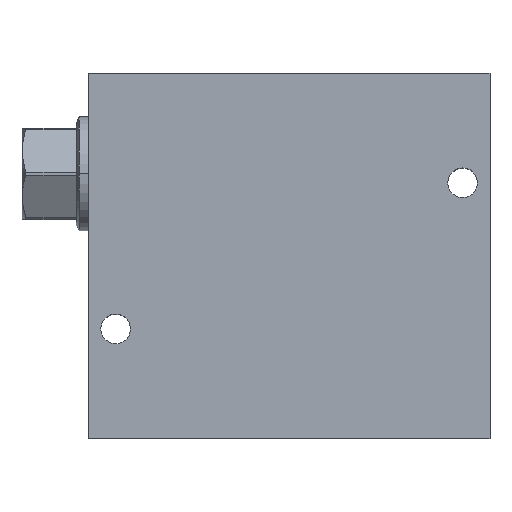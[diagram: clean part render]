
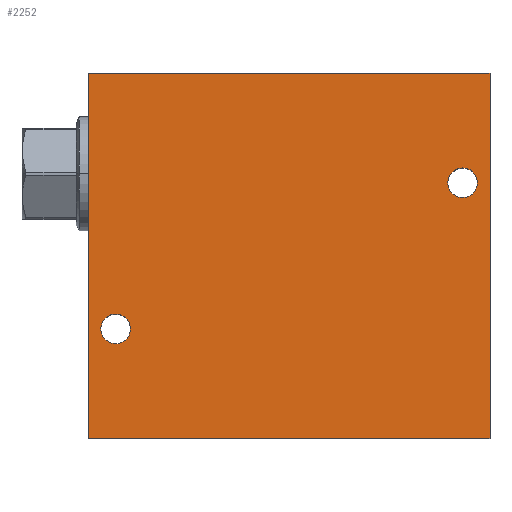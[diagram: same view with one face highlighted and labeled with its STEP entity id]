
A CAD part, top view. The second image highlights one B-rep face of the part: STEP entity #2252.
In plain terms, the highlighted planar face has unit normal (0, 0, 1).
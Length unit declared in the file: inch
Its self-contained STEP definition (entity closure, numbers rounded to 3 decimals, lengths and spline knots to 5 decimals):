
#113=DIRECTION('',(0.,-1.,0.));
#114=VECTOR('',#113,5.);
#115=CARTESIAN_POINT('',(0.,0.,2.5));
#116=LINE('',#115,#114);
#117=DIRECTION('',(-1.,0.,0.));
#118=VECTOR('',#117,5.5);
#119=CARTESIAN_POINT('',(5.5,0.,2.5));
#120=LINE('',#119,#118);
#121=DIRECTION('',(0.,1.,0.));
#122=VECTOR('',#121,5.);
#123=CARTESIAN_POINT('',(5.5,-5.,2.5));
#124=LINE('',#123,#122);
#125=DIRECTION('',(1.,0.,0.));
#126=VECTOR('',#125,5.5);
#127=CARTESIAN_POINT('',(0.,-5.,2.5));
#128=LINE('',#127,#126);
#129=CARTESIAN_POINT('',(5.125,-1.5,2.5));
#130=DIRECTION('',(0.,0.,-1.));
#131=DIRECTION('',(-1.,0.,0.));
#132=AXIS2_PLACEMENT_3D('',#129,#130,#131);
#134=CARTESIAN_POINT('',(5.125,-1.5,2.5));
#135=DIRECTION('',(0.,0.,-1.));
#136=DIRECTION('',(1.,0.,0.));
#137=AXIS2_PLACEMENT_3D('',#134,#135,#136);
#139=CARTESIAN_POINT('',(0.375,-3.5,2.5));
#140=DIRECTION('',(0.,0.,-1.));
#141=DIRECTION('',(-1.,0.,0.));
#142=AXIS2_PLACEMENT_3D('',#139,#140,#141);
#144=CARTESIAN_POINT('',(0.375,-3.5,2.5));
#145=DIRECTION('',(0.,0.,-1.));
#146=DIRECTION('',(1.,0.,0.));
#147=AXIS2_PLACEMENT_3D('',#144,#145,#146);
#1843=CARTESIAN_POINT('',(0.,0.,2.5));
#1844=CARTESIAN_POINT('',(0.,-5.,2.5));
#1845=VERTEX_POINT('',#1843);
#1846=VERTEX_POINT('',#1844);
#1847=CARTESIAN_POINT('',(5.5,-5.,2.5));
#1848=VERTEX_POINT('',#1847);
#1849=CARTESIAN_POINT('',(5.5,0.,2.5));
#1850=VERTEX_POINT('',#1849);
#1855=CARTESIAN_POINT('',(4.922,-1.5,2.5));
#1856=CARTESIAN_POINT('',(5.328,-1.5,2.5));
#1857=VERTEX_POINT('',#1855);
#1858=VERTEX_POINT('',#1856);
#1863=CARTESIAN_POINT('',(0.172,-3.5,2.5));
#1864=CARTESIAN_POINT('',(0.578,-3.5,2.5));
#1865=VERTEX_POINT('',#1863);
#1866=VERTEX_POINT('',#1864);
#2229=CARTESIAN_POINT('',(0.,0.,2.5));
#2230=DIRECTION('',(0.,0.,1.));
#2231=DIRECTION('',(1.,0.,0.));
#2232=AXIS2_PLACEMENT_3D('',#2229,#2230,#2231);
#2233=PLANE('',#2232);
#2234=ORIENTED_EDGE('',*,*,#2151,.F.);
#2235=ORIENTED_EDGE('',*,*,#2172,.F.);
#2236=ORIENTED_EDGE('',*,*,#2192,.F.);
#2237=ORIENTED_EDGE('',*,*,#2211,.F.);
#2238=EDGE_LOOP('',(#2234,#2235,#2236,#2237));
#2239=FACE_OUTER_BOUND('',#2238,.F.);
#2241=ORIENTED_EDGE('',*,*,#2240,.F.);
#2243=ORIENTED_EDGE('',*,*,#2242,.F.);
#2244=EDGE_LOOP('',(#2241,#2243));
#2245=FACE_BOUND('',#2244,.F.);
#2247=ORIENTED_EDGE('',*,*,#2246,.F.);
#2249=ORIENTED_EDGE('',*,*,#2248,.F.);
#2250=EDGE_LOOP('',(#2247,#2249));
#2251=FACE_BOUND('',#2250,.F.);
#2252=ADVANCED_FACE('',(#2239,#2245,#2251),#2233,.T.);
#133=CIRCLE('',#132,0.203);
#138=CIRCLE('',#137,0.203);
#143=CIRCLE('',#142,0.203);
#148=CIRCLE('',#147,0.203);
#2151=EDGE_CURVE('',#1845,#1846,#116,.T.);
#2172=EDGE_CURVE('',#1850,#1845,#120,.T.);
#2192=EDGE_CURVE('',#1848,#1850,#124,.T.);
#2211=EDGE_CURVE('',#1846,#1848,#128,.T.);
#2240=EDGE_CURVE('',#1857,#1858,#133,.T.);
#2242=EDGE_CURVE('',#1858,#1857,#138,.T.);
#2246=EDGE_CURVE('',#1865,#1866,#143,.T.);
#2248=EDGE_CURVE('',#1866,#1865,#148,.T.);
